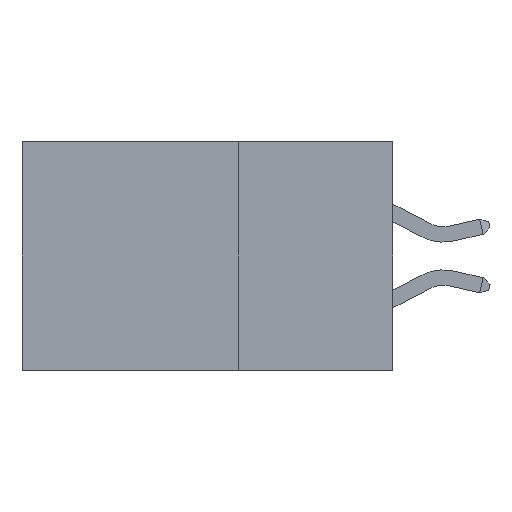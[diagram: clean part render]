
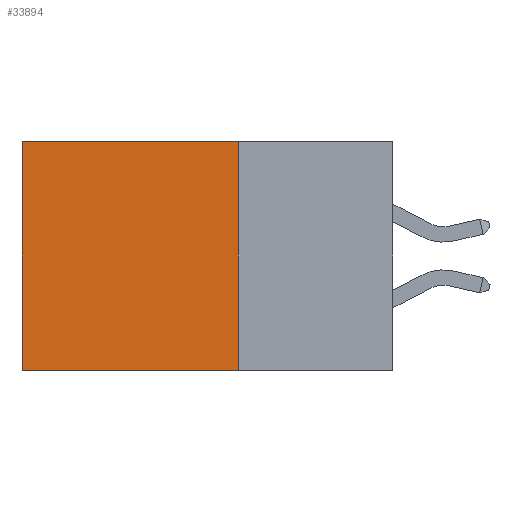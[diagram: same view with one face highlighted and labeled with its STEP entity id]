
A CAD part, left-side view. The second image highlights one B-rep face of the part: STEP entity #33894.
In plain terms, the highlighted planar face has unit normal (-1, 0, 0).
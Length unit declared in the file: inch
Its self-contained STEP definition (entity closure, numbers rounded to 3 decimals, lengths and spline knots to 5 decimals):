
#1247 = VECTOR ( 'NONE', #10396, 39.37008 ) ;
#3321 = CARTESIAN_POINT ( 'NONE',  ( 0.2875, 0.25, 0. ) ) ;
#4608 = CARTESIAN_POINT ( 'NONE',  ( 0.2875, 0.25, 0. ) ) ;
#4681 = LINE ( 'NONE', #4608, #24469 ) ;
#5962 = VERTEX_POINT ( 'NONE', #10171 ) ;
#9015 = DIRECTION ( 'NONE',  ( 1., 0., 0. ) ) ;
#10171 = CARTESIAN_POINT ( 'NONE',  ( 0.2875, 0.6, 0. ) ) ;
#10396 = DIRECTION ( 'NONE',  ( 0., 0., -1. ) ) ;
#10608 = AXIS2_PLACEMENT_3D ( 'NONE', #3321, #9015, #34682 ) ;
#13083 = CARTESIAN_POINT ( 'NONE',  ( 0.2875, 0.6, 0. ) ) ;
#13954 = EDGE_CURVE ( 'NONE', #5962, #14432, #24591, .T. ) ;
#14369 = FACE_OUTER_BOUND ( 'NONE', #19805, .T. ) ;
#14432 = VERTEX_POINT ( 'NONE', #26049 ) ;
#14608 = EDGE_CURVE ( 'NONE', #20050, #17977, #14915, .T. ) ;
#14665 = PLANE ( 'NONE',  #10608 ) ;
#14915 = LINE ( 'NONE', #18276, #31635 ) ;
#15932 = DIRECTION ( 'NONE',  ( 0., 1., 0. ) ) ;
#17906 = ORIENTED_EDGE ( 'NONE', *, *, #13954, .T. ) ;
#17977 = VERTEX_POINT ( 'NONE', #28483 ) ;
#18276 = CARTESIAN_POINT ( 'NONE',  ( 0.2875, 0.25, 0. ) ) ;
#19805 = EDGE_LOOP ( 'NONE', ( #17906, #32748, #32074, #22615 ) ) ;
#20045 = VECTOR ( 'NONE', #15932, 39.37008 ) ;
#20050 = VERTEX_POINT ( 'NONE', #22406 ) ;
#22406 = CARTESIAN_POINT ( 'NONE',  ( 0.2875, 0.25, 0. ) ) ;
#22615 = ORIENTED_EDGE ( 'NONE', *, *, #23660, .T. ) ;
#23120 = LINE ( 'NONE', #29592, #20045 ) ;
#23660 = EDGE_CURVE ( 'NONE', #20050, #5962, #4681, .T. ) ;
#23712 = EDGE_CURVE ( 'NONE', #17977, #14432, #23120, .T. ) ;
#24262 = DIRECTION ( 'NONE',  ( 0., 1., 0. ) ) ;
#24469 = VECTOR ( 'NONE', #24262, 39.37008 ) ;
#24591 = LINE ( 'NONE', #13083, #1247 ) ;
#26049 = CARTESIAN_POINT ( 'NONE',  ( 0.2875, 0.6, -0.37 ) ) ;
#28483 = CARTESIAN_POINT ( 'NONE',  ( 0.2875, 0.25, -0.37 ) ) ;
#29592 = CARTESIAN_POINT ( 'NONE',  ( 0.2875, 0.25, -0.37 ) ) ;
#31635 = VECTOR ( 'NONE', #35634, 39.37008 ) ;
#32074 = ORIENTED_EDGE ( 'NONE', *, *, #14608, .F. ) ;
#32748 = ORIENTED_EDGE ( 'NONE', *, *, #23712, .F. ) ;
#33894 = ADVANCED_FACE ( 'NONE', ( #14369 ), #14665, .F. ) ;
#34682 = DIRECTION ( 'NONE',  ( 0., 0., -1. ) ) ;
#35634 = DIRECTION ( 'NONE',  ( 0., 0., -1. ) ) ;
